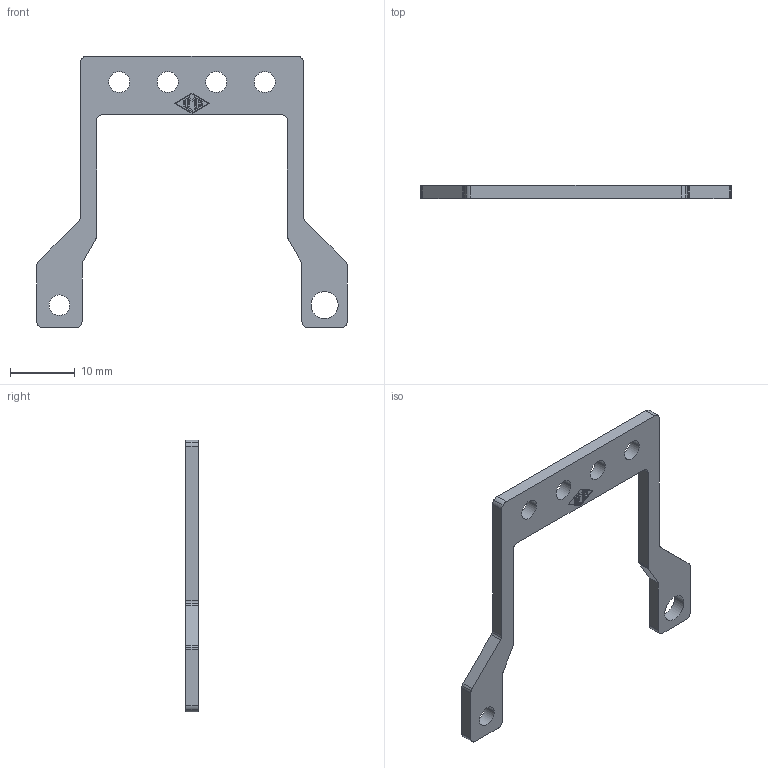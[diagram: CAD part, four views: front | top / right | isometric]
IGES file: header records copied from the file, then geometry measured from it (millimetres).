
Global section: file name: No Iges File Name specified; native system: AutoDesk Inventor R6.1; preprocessor: AutoDesk Inventor Iges Exporter R6.1; author: No Author specified; organization: No Organization specified; date: 20070102.173522; units: millimetre
Bounding box: 48 x 2 x 42 mm (x, y, z)
Volume: 1092.4 mm3; surface area: 1692.8 mm2
Topology: 1 solids, 1 shells, 111 faces, 309 edges, 206 vertices
Faces by surface type: plane 55, revolution 28, cylinder 20, bspline 8
